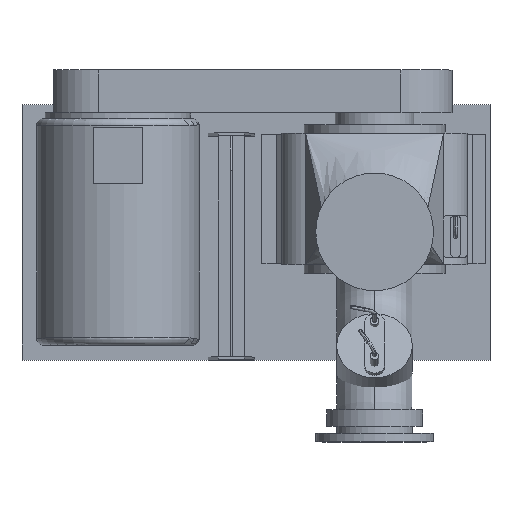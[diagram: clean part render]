
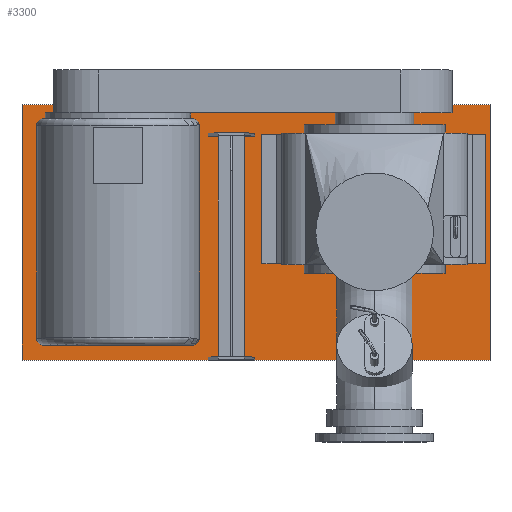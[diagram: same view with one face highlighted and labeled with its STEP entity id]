
A CAD part, top view. The second image highlights one B-rep face of the part: STEP entity #3300.
In plain terms, the highlighted planar face has unit normal (0, 0, 1).
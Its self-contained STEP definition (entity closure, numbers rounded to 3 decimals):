
#536=FACE_OUTER_BOUND('',#768,.T.);
#768=EDGE_LOOP('',(#2949,#2950,#2951,#2952));
#1040=LINE('',#9935,#1324);
#1045=LINE('',#9944,#1329);
#1049=LINE('',#9952,#1333);
#1052=LINE('',#9957,#1336);
#1324=VECTOR('',#4572,304.8);
#1329=VECTOR('',#4581,304.8);
#1333=VECTOR('',#4589,304.8);
#1336=VECTOR('',#4596,304.8);
#1621=VERTEX_POINT('',#9933);
#1622=VERTEX_POINT('',#9934);
#1624=VERTEX_POINT('',#9943);
#1626=VERTEX_POINT('',#9951);
#2056=EDGE_CURVE('',#1621,#1622,#1040,.T.);
#2061=EDGE_CURVE('',#1624,#1621,#1045,.T.);
#2065=EDGE_CURVE('',#1626,#1624,#1049,.T.);
#2068=EDGE_CURVE('',#1622,#1626,#1052,.T.);
#2949=ORIENTED_EDGE('',*,*,#2068,.T.);
#2950=ORIENTED_EDGE('',*,*,#2065,.T.);
#2951=ORIENTED_EDGE('',*,*,#2061,.T.);
#2952=ORIENTED_EDGE('',*,*,#2056,.T.);
#3088=PLANE('',#3670);
#3300=ADVANCED_FACE('',(#536),#3088,.T.);
#3670=AXIS2_PLACEMENT_3D('',#9959,#4599,#4600);
#4572=DIRECTION('',(0.,-1.,0.));
#4581=DIRECTION('',(-1.,0.,0.));
#4589=DIRECTION('',(0.,1.,0.));
#4596=DIRECTION('',(1.,0.,0.));
#4599=DIRECTION('center_axis',(0.,0.,1.));
#4600=DIRECTION('ref_axis',(1.,0.,0.));
#9933=CARTESIAN_POINT('',(31297.476,20898.572,200.));
#9934=CARTESIAN_POINT('',(31297.476,20020.572,200.));
#9935=CARTESIAN_POINT('',(31297.476,20898.572,200.));
#9943=CARTESIAN_POINT('',(32907.476,20898.572,200.));
#9944=CARTESIAN_POINT('',(32907.476,20898.572,200.));
#9951=CARTESIAN_POINT('',(32907.476,20020.572,200.));
#9952=CARTESIAN_POINT('',(32907.476,20020.572,200.));
#9957=CARTESIAN_POINT('',(31297.476,20020.572,200.));
#9959=CARTESIAN_POINT('Origin',(32907.476,20020.572,200.));
